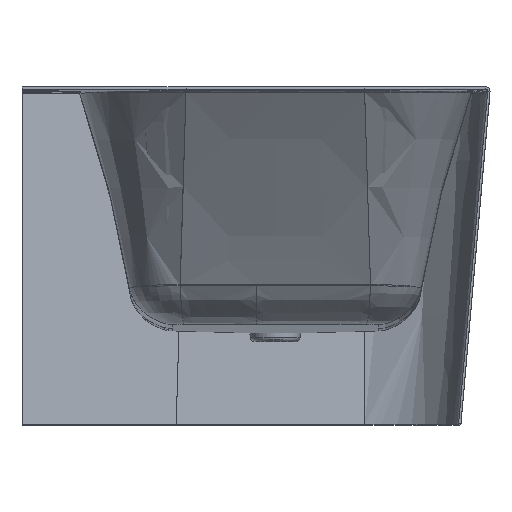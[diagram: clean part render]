
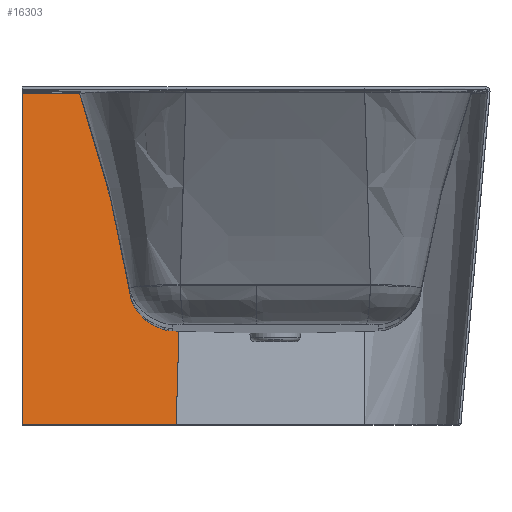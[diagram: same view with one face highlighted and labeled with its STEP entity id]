
A CAD part, top view. The second image highlights one B-rep face of the part: STEP entity #16303.
In plain terms, the highlighted free-form (B-spline) face has degree [3, 3] with [4, 4] control points.
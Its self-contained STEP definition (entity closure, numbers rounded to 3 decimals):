
#4426=CARTESIAN_POINT('',(-120.154,-7.947,
-895.289));
#4427=CARTESIAN_POINT('',(-128.508,-7.947,
-895.289));
#4428=CARTESIAN_POINT('',(-144.301,-7.923,
-895.292));
#4429=CARTESIAN_POINT('',(-165.026,-7.848,
-895.298));
#4430=CARTESIAN_POINT('',(-183.449,-7.762,
-895.306));
#4431=CARTESIAN_POINT('',(-201.024,-7.672,
-895.313));
#4432=CARTESIAN_POINT('',(-218.895,-7.585,
-895.321));
#4433=CARTESIAN_POINT('',(-236.737,-7.51,
-895.328));
#4434=CARTESIAN_POINT('',(-254.576,-7.452,
-895.333));
#4435=CARTESIAN_POINT('',(-272.35,-7.414,
-895.336));
#4436=CARTESIAN_POINT('',(-289.887,-7.392,
-895.338));
#4437=CARTESIAN_POINT('',(-307.212,-7.379,
-895.339));
#4438=CARTESIAN_POINT('',(-324.374,-7.368,
-895.34));
#4439=CARTESIAN_POINT('',(-341.722,-7.354,
-895.341));
#4440=CARTESIAN_POINT('',(-359.698,-7.333,
-895.343));
#4441=CARTESIAN_POINT('',(-379.862,-7.3,
-895.346));
#4442=CARTESIAN_POINT('',(-393.219,-7.275,
-895.348));
#4443=CARTESIAN_POINT('',(-400.004,-7.262,
-895.349));
#4445=DIRECTION('',(-1.,0.,0.));
#4446=VECTOR('',#4445,263.388);
#4447=CARTESIAN_POINT('',(-136.918,-574.651,
-845.709));
#4448=LINE('',#4447,#4446);
#4449=DIRECTION('',(0.001,0.996,-0.087));
#4450=VECTOR('',#4449,569.556);
#4451=CARTESIAN_POINT('',(-400.306,-574.651,
-845.709));
#4452=LINE('',#4451,#4450);
#4469=DIRECTION('',(-0.029,-0.996,0.087));
#4470=VECTOR('',#4469,569.116);
#4471=CARTESIAN_POINT('',(-120.154,-7.947,
-895.289));
#4472=LINE('',#4471,#4470);
#7331=CARTESIAN_POINT('',(-136.918,-574.651,
-845.709));
#7332=CARTESIAN_POINT('',(-400.306,-574.651,
-845.709));
#7333=VERTEX_POINT('',#7331);
#7334=VERTEX_POINT('',#7332);
#7335=VERTEX_POINT('',#4426);
#7336=VERTEX_POINT('',#4443);
#16278=CARTESIAN_POINT('',(-131.993,-585.999,
-844.716));
#16279=CARTESIAN_POINT('',(-223.186,-585.999,
-844.716));
#16280=CARTESIAN_POINT('',(-314.38,-585.999,
-844.716));
#16281=CARTESIAN_POINT('',(-405.573,-585.999,
-844.716));
#16282=CARTESIAN_POINT('',(-126.06,-389.304,
-861.925));
#16283=CARTESIAN_POINT('',(-219.234,-389.304,
-861.925));
#16284=CARTESIAN_POINT('',(-312.409,-389.304,
-861.925));
#16285=CARTESIAN_POINT('',(-405.583,-389.304,
-861.925));
#16286=CARTESIAN_POINT('',(-120.127,-192.609,
-879.134));
#16287=CARTESIAN_POINT('',(-215.282,-192.609,
-879.134));
#16288=CARTESIAN_POINT('',(-310.437,-192.609,
-879.134));
#16289=CARTESIAN_POINT('',(-405.592,-192.609,
-879.134));
#16290=CARTESIAN_POINT('',(-114.194,4.085,
-896.342));
#16291=CARTESIAN_POINT('',(-211.33,4.085,
-896.342));
#16292=CARTESIAN_POINT('',(-308.466,4.085,
-896.342));
#16293=CARTESIAN_POINT('',(-405.602,4.085,
-896.342));
#16294=B_SPLINE_SURFACE_WITH_KNOTS('',3,3,((#16278,#16279,#16280,#16281),
(#16282,#16283,#16284,#16285),(#16286,#16287,#16288,#16289),(#16290,#16291,
#16292,#16293)),.UNSPECIFIED.,.F.,.F.,.F.,(4,4),(4,4),(-0.02,
1.006),(-0.02,1.02),.UNSPECIFIED.);
#16295=ORIENTED_EDGE('',*,*,#16268,.F.);
#16297=ORIENTED_EDGE('',*,*,#16296,.T.);
#16299=ORIENTED_EDGE('',*,*,#16298,.T.);
#16300=ORIENTED_EDGE('',*,*,#16055,.T.);
#16301=EDGE_LOOP('',(#16295,#16297,#16299,#16300));
#16302=FACE_OUTER_BOUND('',#16301,.F.);
#4444=B_SPLINE_CURVE_WITH_KNOTS('',3,(#4426,#4427,#4428,#4429,#4430,#4431,#4432,
#4433,#4434,#4435,#4436,#4437,#4438,#4439,#4440,#4441,#4442,#4443),
.UNSPECIFIED.,.F.,.F.,(4,1,1,1,1,1,1,1,1,1,1,1,1,1,1,4),(0.,0.067,
0.133,0.2,0.267,0.333,0.4,
0.467,0.533,0.6,0.667,0.733,
0.8,0.867,0.933,1.),.UNSPECIFIED.);
#16055=EDGE_CURVE('',#7334,#7336,#4452,.T.);
#16268=EDGE_CURVE('',#7335,#7336,#4444,.T.);
#16296=EDGE_CURVE('',#7335,#7333,#4472,.T.);
#16298=EDGE_CURVE('',#7333,#7334,#4448,.T.);
#16303=ADVANCED_FACE('',(#16302),#16294,.T.);
